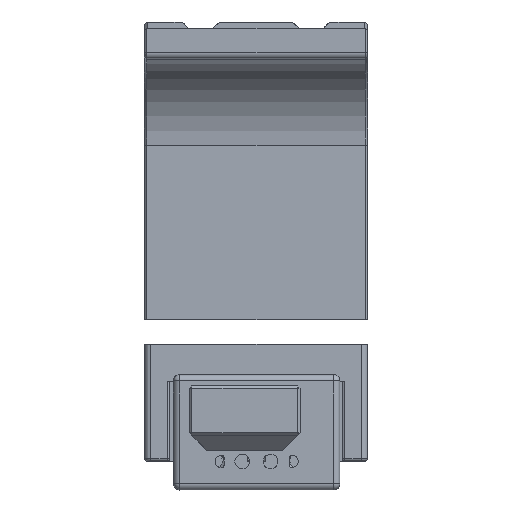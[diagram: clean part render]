
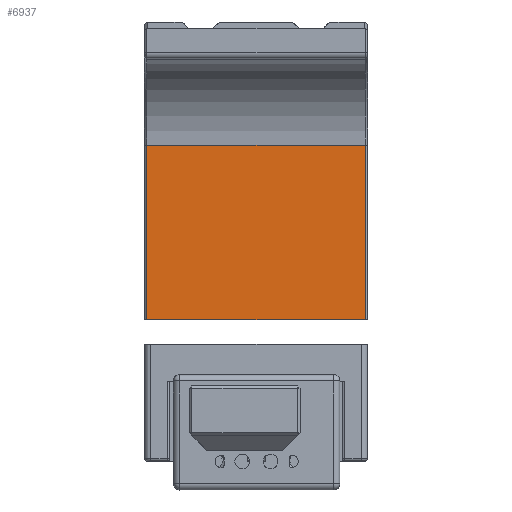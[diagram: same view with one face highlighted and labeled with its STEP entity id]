
A CAD part, top view. The second image highlights one B-rep face of the part: STEP entity #6937.
In plain terms, the highlighted planar face has unit normal (0, 0, 1).
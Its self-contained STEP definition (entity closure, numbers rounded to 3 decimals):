
#745=FACE_OUTER_BOUND('',#1171,.T.);
#1171=EDGE_LOOP('',(#5411,#5412,#5413,#5414));
#1741=LINE('',#11257,#2425);
#1748=LINE('',#11275,#2432);
#1749=LINE('',#11278,#2433);
#1750=LINE('',#11279,#2434);
#2425=VECTOR('',#8973,10.);
#2432=VECTOR('',#8992,10.);
#2433=VECTOR('',#8995,10.);
#2434=VECTOR('',#8996,10.);
#3085=VERTEX_POINT('',#11254);
#3086=VERTEX_POINT('',#11256);
#3091=VERTEX_POINT('',#11272);
#3092=VERTEX_POINT('',#11277);
#3910=EDGE_CURVE('',#3085,#3086,#1741,.T.);
#3920=EDGE_CURVE('',#3086,#3091,#1748,.T.);
#3921=EDGE_CURVE('',#3091,#3092,#1749,.T.);
#3922=EDGE_CURVE('',#3092,#3085,#1750,.T.);
#5411=ORIENTED_EDGE('',*,*,#3921,.F.);
#5412=ORIENTED_EDGE('',*,*,#3920,.F.);
#5413=ORIENTED_EDGE('',*,*,#3910,.F.);
#5414=ORIENTED_EDGE('',*,*,#3922,.F.);
#6594=PLANE('',#7666);
#6937=ADVANCED_FACE('',(#745),#6594,.T.);
#7666=AXIS2_PLACEMENT_3D('',#11276,#8993,#8994);
#8973=DIRECTION('',(0.,1.,0.));
#8992=DIRECTION('',(1.,0.,0.));
#8993=DIRECTION('center_axis',(0.,0.,
1.));
#8994=DIRECTION('ref_axis',(0.,1.,0.));
#8995=DIRECTION('',(0.,-1.,0.));
#8996=DIRECTION('',(-1.,0.,0.));
#11254=CARTESIAN_POINT('',(110.9,300.749,1.5));
#11256=CARTESIAN_POINT('',(110.9,329.029,1.5));
#11257=CARTESIAN_POINT('',(110.9,309.471,1.5));
#11272=CARTESIAN_POINT('',(146.355,329.029,1.5));
#11275=CARTESIAN_POINT('',(145.255,329.029,1.5));
#11276=CARTESIAN_POINT('Origin',(145.255,296.285,1.5));
#11277=CARTESIAN_POINT('',(146.355,300.749,1.5));
#11278=CARTESIAN_POINT('',(146.355,309.471,1.5));
#11279=CARTESIAN_POINT('',(145.255,300.749,1.5));
